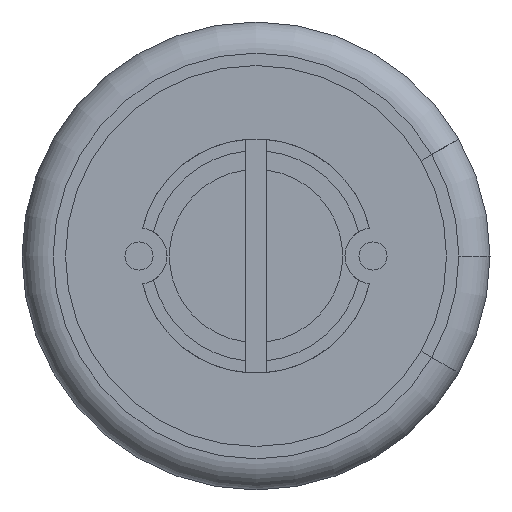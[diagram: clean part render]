
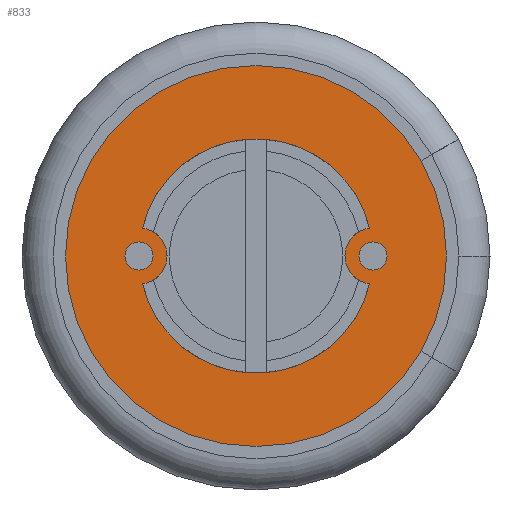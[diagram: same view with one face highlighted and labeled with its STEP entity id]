
A CAD part, front view. The second image highlights one B-rep face of the part: STEP entity #833.
In plain terms, the highlighted planar face has unit normal (0, -1, 0).
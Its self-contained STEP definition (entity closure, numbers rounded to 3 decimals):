
#5 = AXIS2_PLACEMENT_3D ( 'NONE', #1756, #2858, #2412 ) ;
#75 = CARTESIAN_POINT ( 'NONE',  ( 0., 0.95, 0. ) ) ;
#86 = EDGE_CURVE ( 'NONE', #649, #412, #1211, .T. ) ;
#90 = ORIENTED_EDGE ( 'NONE', *, *, #2540, .F. ) ;
#119 = FACE_OUTER_BOUND ( 'NONE', #2048, .T. ) ;
#132 = CARTESIAN_POINT ( 'NONE',  ( 0., 0.95, 0. ) ) ;
#154 = ORIENTED_EDGE ( 'NONE', *, *, #2243, .F. ) ;
#171 = VERTEX_POINT ( 'NONE', #547 ) ;
#214 = CARTESIAN_POINT ( 'NONE',  ( 2.428, 0.95, -0.596 ) ) ;
#249 = CIRCLE ( 'NONE', #5, 4.07 ) ;
#258 = FACE_BOUND ( 'NONE', #1245, .T. ) ;
#267 = ORIENTED_EDGE ( 'NONE', *, *, #931, .F. ) ;
#299 = ORIENTED_EDGE ( 'NONE', *, *, #677, .T. ) ;
#300 = CIRCLE ( 'NONE', #2594, 0.6 ) ;
#329 = PLANE ( 'NONE',  #1491 ) ;
#385 = DIRECTION ( 'NONE',  ( -1., 0., 0. ) ) ;
#412 = VERTEX_POINT ( 'NONE', #1343 ) ;
#434 = ORIENTED_EDGE ( 'NONE', *, *, #86, .T. ) ;
#460 = ORIENTED_EDGE ( 'NONE', *, *, #2314, .F. ) ;
#467 = ORIENTED_EDGE ( 'NONE', *, *, #2426, .T. ) ;
#507 = DIRECTION ( 'NONE',  ( 1., 0., 0. ) ) ;
#522 = AXIS2_PLACEMENT_3D ( 'NONE', #2743, #2526, #507 ) ;
#547 = CARTESIAN_POINT ( 'NONE',  ( -2.428, 0.95, 0.596 ) ) ;
#595 = CARTESIAN_POINT ( 'NONE',  ( 0., 0.95, 0. ) ) ;
#622 = CARTESIAN_POINT ( 'NONE',  ( -2.428, 0.95, -0.596 ) ) ;
#649 = VERTEX_POINT ( 'NONE', #2764 ) ;
#677 = EDGE_CURVE ( 'NONE', #1572, #1934, #300, .T. ) ;
#697 = CARTESIAN_POINT ( 'NONE',  ( 2.428, 0.95, 0.596 ) ) ;
#758 = DIRECTION ( 'NONE',  ( 0., -1., 0. ) ) ;
#769 = DIRECTION ( 'NONE',  ( 0., 1., 0. ) ) ;
#808 = DIRECTION ( 'NONE',  ( 0., -1., 0. ) ) ;
#833 = ADVANCED_FACE ( 'NONE', ( #258, #119 ), #329, .F. ) ;
#931 = EDGE_CURVE ( 'NONE', #1915, #1934, #1827, .T. ) ;
#948 = CARTESIAN_POINT ( 'NONE',  ( 2.5, 0.95, 0. ) ) ;
#969 = DIRECTION ( 'NONE',  ( 0., 1., 0. ) ) ;
#1211 = CIRCLE ( 'NONE', #2556, 4.07 ) ;
#1217 = ORIENTED_EDGE ( 'NONE', *, *, #2670, .T. ) ;
#1245 = EDGE_LOOP ( 'NONE', ( #90, #460, #154, #299, #267 ) ) ;
#1343 = CARTESIAN_POINT ( 'NONE',  ( 3.525, 0.95, 2.035 ) ) ;
#1369 = AXIS2_PLACEMENT_3D ( 'NONE', #2838, #2393, #385 ) ;
#1422 = VERTEX_POINT ( 'NONE', #2656 ) ;
#1459 = DIRECTION ( 'NONE',  ( 0., -1., 0. ) ) ;
#1491 = AXIS2_PLACEMENT_3D ( 'NONE', #75, #769, #2543 ) ;
#1572 = VERTEX_POINT ( 'NONE', #697 ) ;
#1579 = CIRCLE ( 'NONE', #1906, 0.6 ) ;
#1756 = CARTESIAN_POINT ( 'NONE',  ( 0., 0.95, 0. ) ) ;
#1825 = DIRECTION ( 'NONE',  ( -1., 0., 0. ) ) ;
#1827 = CIRCLE ( 'NONE', #2502, 2.5 ) ;
#1885 = CIRCLE ( 'NONE', #1369, 2.5 ) ;
#1889 = DIRECTION ( 'NONE',  ( 1., 0., 0. ) ) ;
#1906 = AXIS2_PLACEMENT_3D ( 'NONE', #2062, #969, #2754 ) ;
#1915 = VERTEX_POINT ( 'NONE', #622 ) ;
#1934 = VERTEX_POINT ( 'NONE', #214 ) ;
#1945 = CARTESIAN_POINT ( 'NONE',  ( 0., 0.95, 2.5 ) ) ;
#2048 = EDGE_LOOP ( 'NONE', ( #1217, #467, #434 ) ) ;
#2062 = CARTESIAN_POINT ( 'NONE',  ( -2.5, 0.95, 0. ) ) ;
#2088 = CARTESIAN_POINT ( 'NONE',  ( 0., 0.95, 0. ) ) ;
#2243 = EDGE_CURVE ( 'NONE', #1572, #2248, #1885, .T. ) ;
#2248 = VERTEX_POINT ( 'NONE', #1945 ) ;
#2255 = AXIS2_PLACEMENT_3D ( 'NONE', #595, #808, #2351 ) ;
#2311 = DIRECTION ( 'NONE',  ( -1., 0., 0. ) ) ;
#2314 = EDGE_CURVE ( 'NONE', #2248, #171, #2416, .T. ) ;
#2351 = DIRECTION ( 'NONE',  ( -1., 0., 0. ) ) ;
#2393 = DIRECTION ( 'NONE',  ( 0., -1., 0. ) ) ;
#2412 = DIRECTION ( 'NONE',  ( 1., 0., 0. ) ) ;
#2416 = CIRCLE ( 'NONE', #2255, 2.5 ) ;
#2426 = EDGE_CURVE ( 'NONE', #1422, #649, #2767, .T. ) ;
#2502 = AXIS2_PLACEMENT_3D ( 'NONE', #2088, #758, #2311 ) ;
#2526 = DIRECTION ( 'NONE',  ( 0., -1., 0. ) ) ;
#2540 = EDGE_CURVE ( 'NONE', #171, #1915, #1579, .T. ) ;
#2543 = DIRECTION ( 'NONE',  ( -1., 0., 0. ) ) ;
#2556 = AXIS2_PLACEMENT_3D ( 'NONE', #132, #1459, #1889 ) ;
#2594 = AXIS2_PLACEMENT_3D ( 'NONE', #948, #2740, #1825 ) ;
#2656 = CARTESIAN_POINT ( 'NONE',  ( 3.525, 0.95, -2.035 ) ) ;
#2670 = EDGE_CURVE ( 'NONE', #412, #1422, #249, .T. ) ;
#2740 = DIRECTION ( 'NONE',  ( 0., -1., 0. ) ) ;
#2743 = CARTESIAN_POINT ( 'NONE',  ( 0., 0.95, 0. ) ) ;
#2754 = DIRECTION ( 'NONE',  ( -1., 0., 0. ) ) ;
#2764 = CARTESIAN_POINT ( 'NONE',  ( 4.07, 0.95, 0. ) ) ;
#2767 = CIRCLE ( 'NONE', #522, 4.07 ) ;
#2838 = CARTESIAN_POINT ( 'NONE',  ( 0., 0.95, 0. ) ) ;
#2858 = DIRECTION ( 'NONE',  ( 0., -1., 0. ) ) ;
